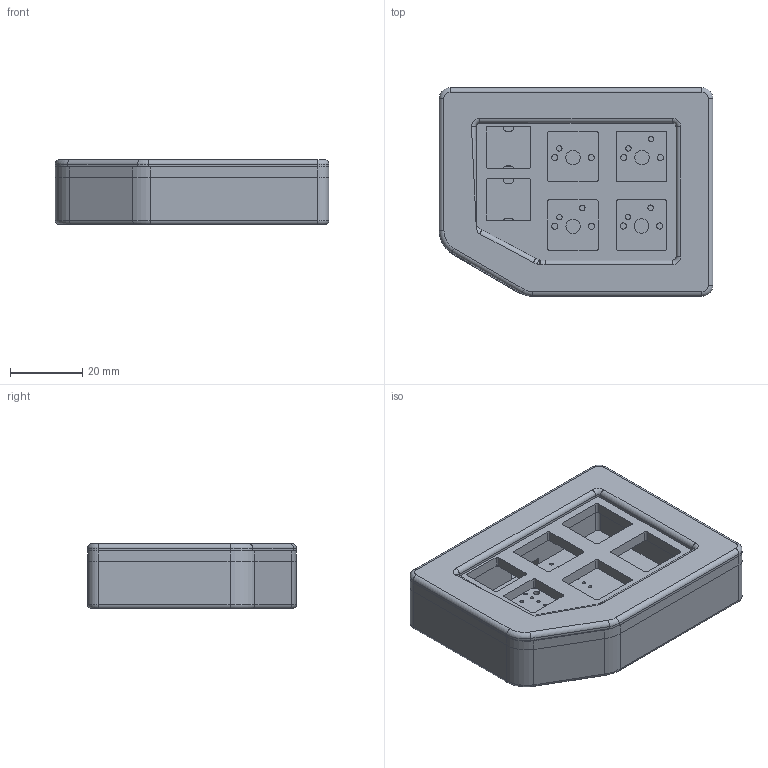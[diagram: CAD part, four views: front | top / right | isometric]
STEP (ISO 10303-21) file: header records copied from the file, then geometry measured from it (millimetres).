
FILE_DESCRIPTION(/* description */ ('KiCad electronic assembly'),/* implementation_level */ '2;1');
FILE_NAME(/* name */ 'FusionPad v5.step',/* time_stamp */ '2024-10-21T22:46:10-05:00',/* author */ (''),/* organization */ (''),/* preprocessor_version */ 'ST-DEVELOPER v20',/* originating_system */ 'Autodesk Translation Framework v13.20.0.188',/* authorisation */ '');
FILE_SCHEMA (('AUTOMOTIVE_DESIGN { 1 0 10303 214 3 1 1 }'));
Length unit declared in the file: millimetre
Products named in the file (5): HackPad 1; HackPad_PCB; Bottom; Top; Component4
Assembly tree (4 placements, depth 2):
  HackPad 1
    HackPad_PCB
    Bottom
    Top
    Component4
Bounding box: 75.94 x 57.92 x 18 mm (x, y, z)
Volume: 49996.9 mm3; surface area: 31747.2 mm2
Topology: 4 solids, 4 shells, 237 faces, 660 edges, 429 vertices
Faces by surface type: cylinder 131, plane 80, torus 13, bspline 13
Full cylindrical faces by diameter (mm): 0.889 x14, 1 x10, 1.5 x7, 1.7 x8, 2.985 x8, 4 x4
Entity records: 9410 total; most frequent: CARTESIAN_POINT 2793, DIRECTION 1349, ORIENTED_EDGE 1316, EDGE_CURVE 658, AXIS2_PLACEMENT_3D 499, VERTEX_POINT 429, EDGE_LOOP 367, LINE 351
